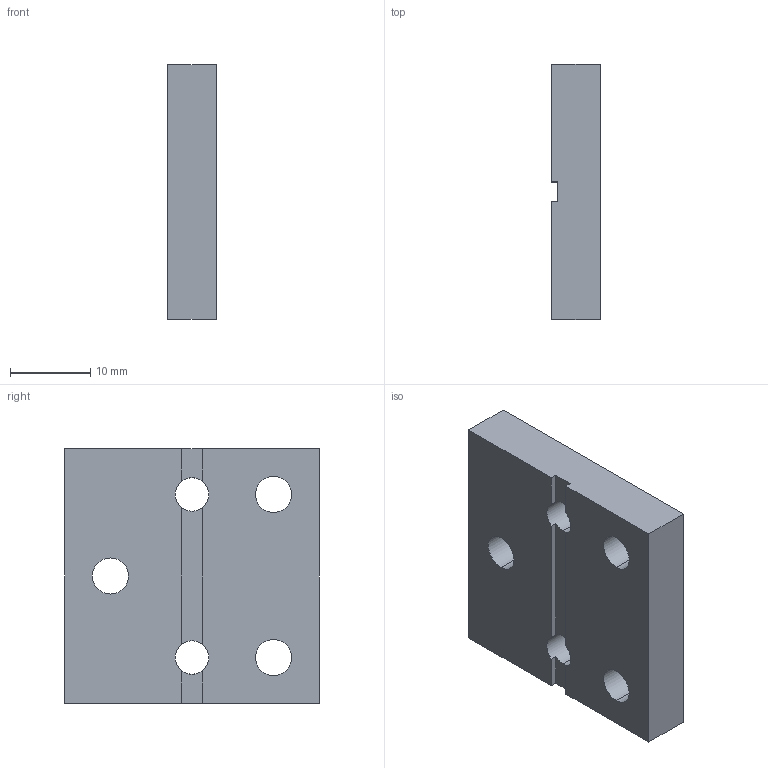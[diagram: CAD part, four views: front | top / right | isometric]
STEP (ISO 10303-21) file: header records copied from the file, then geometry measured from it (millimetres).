
FILE_DESCRIPTION (( 'STEP AP203' ), '1' );
FILE_NAME ('D020202-v1_AdvLIGO_SUS_HSTS_ Lower Wire Clamp Mount.STEP', '2010-06-08T16:46:21', ( 'Dwayne Giardina' ), ( 'CA Institute of Technology' ), 'SwSTEP 2.0', 'SolidWorks 2009', '' );
FILE_SCHEMA (( 'CONFIG_CONTROL_DESIGN' ));
Length unit declared in the file: inch
Products named in the file (1): D020202-v1_AdvLIGO_SUS_HSTS_ Lower Wire Clamp Mount
Bounding box: 6.1 x 31.75 x 31.75 mm (x, y, z)
Volume: 5636.5 mm3; surface area: 3075.8 mm2
Topology: 1 solids, 1 shells, 30 faces, 86 edges, 56 vertices
Faces by surface type: plane 16, cylinder 10, cone 4
Entity records: 1089 total; most frequent: DIRECTION 180, CARTESIAN_POINT 173, ORIENTED_EDGE 172, EDGE_CURVE 86, AXIS2_PLACEMENT_3D 63, VERTEX_POINT 56, VECTOR 54, LINE 54
